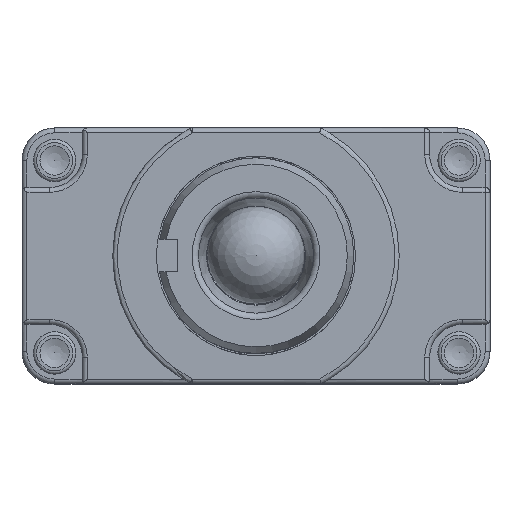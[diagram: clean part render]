
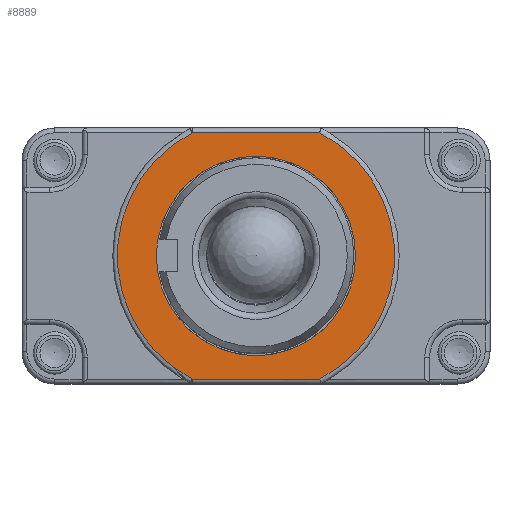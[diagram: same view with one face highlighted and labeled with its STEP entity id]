
A CAD part, top view. The second image highlights one B-rep face of the part: STEP entity #8889.
In plain terms, the highlighted planar face has unit normal (0, 0, 1).
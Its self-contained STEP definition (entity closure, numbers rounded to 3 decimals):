
#921=LINE('',#16400,#1644);
#922=LINE('',#16404,#1645);
#1644=VECTOR('',#11622,10.);
#1645=VECTOR('',#11625,10.);
#1960=FACE_BOUND('',#2862,.T.);
#2305=FACE_OUTER_BOUND('',#2861,.T.);
#2861=EDGE_LOOP('',(#7278,#7279,#7280,#7281));
#2862=EDGE_LOOP('',(#7282,#7283));
#3346=CIRCLE('',#9666,8.5);
#3347=CIRCLE('',#9667,8.5);
#3348=CIRCLE('',#9668,6.1);
#3349=CIRCLE('',#9669,6.1);
#4027=VERTEX_POINT('',#16398);
#4028=VERTEX_POINT('',#16399);
#4029=VERTEX_POINT('',#16401);
#4030=VERTEX_POINT('',#16403);
#4031=VERTEX_POINT('',#16406);
#4032=VERTEX_POINT('',#16407);
#5161=EDGE_CURVE('',#4027,#4028,#921,.T.);
#5162=EDGE_CURVE('',#4029,#4027,#3346,.T.);
#5163=EDGE_CURVE('',#4030,#4029,#922,.T.);
#5164=EDGE_CURVE('',#4028,#4030,#3347,.T.);
#5165=EDGE_CURVE('',#4031,#4032,#3348,.T.);
#5166=EDGE_CURVE('',#4032,#4031,#3349,.T.);
#7278=ORIENTED_EDGE('',*,*,#5161,.F.);
#7279=ORIENTED_EDGE('',*,*,#5162,.F.);
#7280=ORIENTED_EDGE('',*,*,#5163,.F.);
#7281=ORIENTED_EDGE('',*,*,#5164,.F.);
#7282=ORIENTED_EDGE('',*,*,#5165,.T.);
#7283=ORIENTED_EDGE('',*,*,#5166,.T.);
#8436=PLANE('',#9665);
#8889=ADVANCED_FACE('',(#2305,#1960),#8436,.T.);
#9665=AXIS2_PLACEMENT_3D('',#16397,#11620,#11621);
#9666=AXIS2_PLACEMENT_3D('',#16402,#11623,#11624);
#9667=AXIS2_PLACEMENT_3D('',#16405,#11626,#11627);
#9668=AXIS2_PLACEMENT_3D('',#16408,#11628,#11629);
#9669=AXIS2_PLACEMENT_3D('',#16409,#11630,#11631);
#11620=DIRECTION('center_axis',(0.,0.,
1.));
#11621=DIRECTION('ref_axis',(-1.,0.,0.));
#11622=DIRECTION('',(-1.,0.,0.));
#11623=DIRECTION('center_axis',(0.,0.,
-1.));
#11624=DIRECTION('ref_axis',(1.,0.004,0.));
#11625=DIRECTION('',(1.,0.,0.));
#11626=DIRECTION('center_axis',(0.,0.,
-1.));
#11627=DIRECTION('ref_axis',(-1.,0.,0.));
#11628=DIRECTION('center_axis',(0.,0.,
-1.));
#11629=DIRECTION('ref_axis',(-1.,0.,0.));
#11630=DIRECTION('center_axis',(0.,0.,
-1.));
#11631=DIRECTION('ref_axis',(-1.,0.,0.));
#16397=CARTESIAN_POINT('Origin',(0.,0.,
2.2));
#16398=CARTESIAN_POINT('',(3.905,-7.55,2.2));
#16399=CARTESIAN_POINT('',(-3.905,-7.55,2.2));
#16400=CARTESIAN_POINT('',(6.175,-7.55,2.2));
#16401=CARTESIAN_POINT('',(3.905,7.55,2.2));
#16402=CARTESIAN_POINT('Origin',(0.,0.,
2.2));
#16403=CARTESIAN_POINT('',(-3.905,7.55,2.2));
#16404=CARTESIAN_POINT('',(-6.175,7.55,2.2));
#16405=CARTESIAN_POINT('Origin',(0.,0.,
2.2));
#16406=CARTESIAN_POINT('',(-6.1,0.,2.2));
#16407=CARTESIAN_POINT('',(6.1,0.,2.2));
#16408=CARTESIAN_POINT('Origin',(0.,0.,
2.2));
#16409=CARTESIAN_POINT('Origin',(0.,0.,
2.2));
